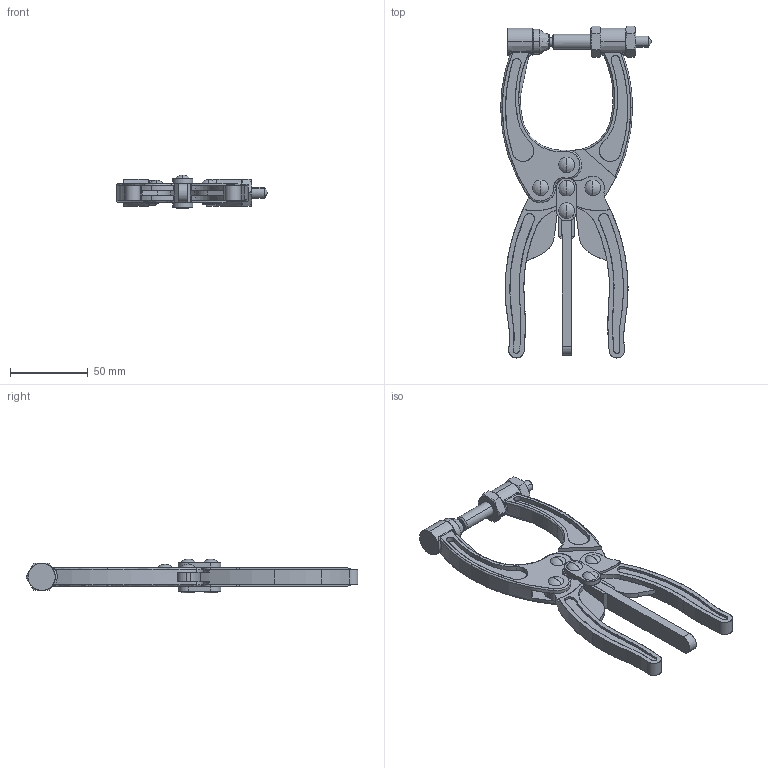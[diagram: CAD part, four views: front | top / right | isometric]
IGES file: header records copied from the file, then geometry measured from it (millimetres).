
Start section: SolidWorks IGES file using analytic representation for surfaces
Global section: file name: 493801(GH-50380).IGS,15; native system: HSolidWorks 2016; preprocessor: SolidWorks 2016; author: LinWei; date: 190116.112838; units: millimetre
Bounding box: 96.96 x 213.92 x 21.73 mm (x, y, z)
Surface area: 43586 mm2 (no closed solid volume)
Topology: 0 solids, 0 shells, 387 faces, 5953 edges, 5940 vertices
Faces by surface type: revolution 230, bspline 157
